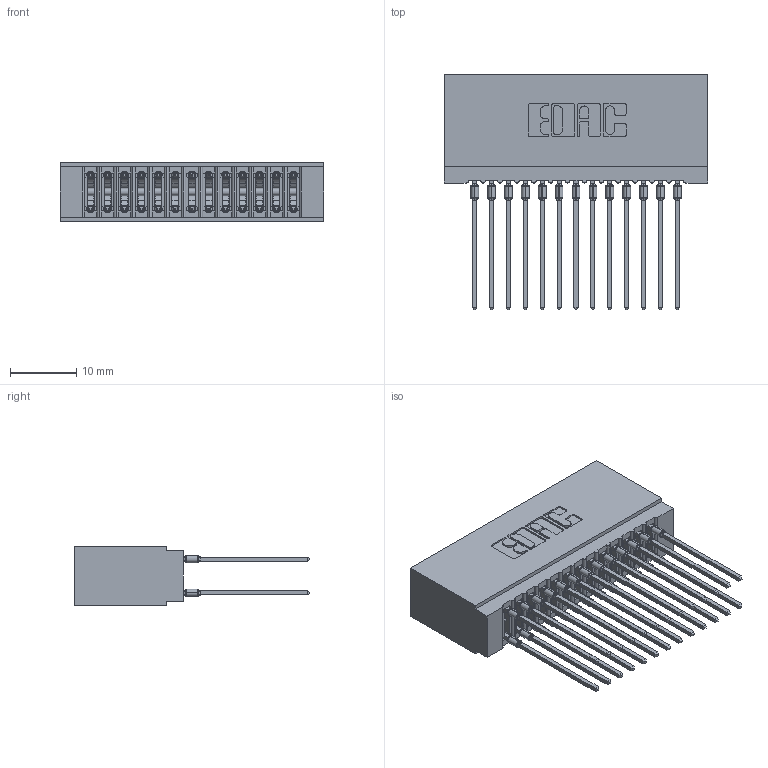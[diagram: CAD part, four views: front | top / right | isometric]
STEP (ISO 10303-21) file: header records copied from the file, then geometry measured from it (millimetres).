
FILE_DESCRIPTION (( 'STEP AP203' ), '1' );
FILE_NAME ('745-026-541-201.STEP', '2026-02-26T16:41:17', ( '' ), ( '' ), 'SwSTEP 2.0', 'SolidWorks 2023', '' );
FILE_SCHEMA (( 'CONFIG_CONTROL_DESIGN' ));
Length unit declared in the file: millimetre
Products named in the file (3): 745 Part_Insulator Option - 01; 745-026-541-201; 745-292-001_541
Assembly tree (27 placements, depth 2):
  745-026-541-201
    745 Part_Insulator Option - 01
    745-292-001_541  x26
Bounding box: 39.62 x 35.45 x 8.89 mm (x, y, z)
Volume: 3871.6 mm3; surface area: 7714.6 mm2
Topology: 27 solids, 27 shells, 2422 faces, 6511 edges, 4098 vertices
Faces by surface type: plane 1251, bspline 520, cylinder 495, torus 156
Entity records: 25845 total; most frequent: CARTESIAN_POINT 4995, ORIENTED_EDGE 4372, DIRECTION 3844, EDGE_CURVE 2186, LINE 1926, VECTOR 1926, VERTEX_POINT 1398, AXIS2_PLACEMENT_3D 959
